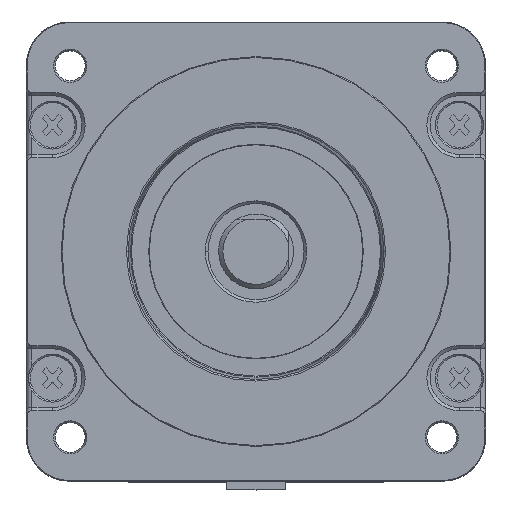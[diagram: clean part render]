
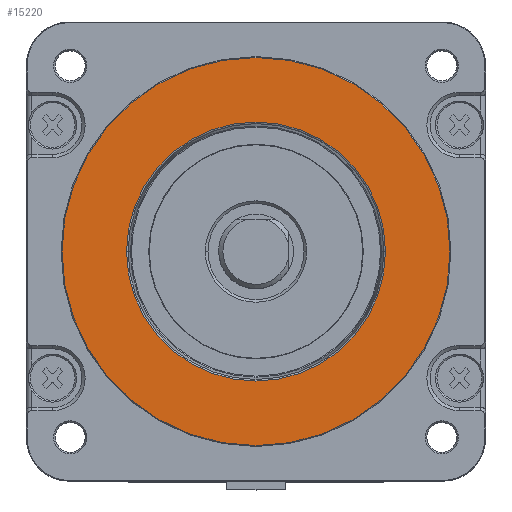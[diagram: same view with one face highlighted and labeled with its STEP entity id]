
A CAD part, top view. The second image highlights one B-rep face of the part: STEP entity #15220.
In plain terms, the highlighted planar face has unit normal (0, 0, 1).
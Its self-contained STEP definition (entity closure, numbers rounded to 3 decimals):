
#14160=CARTESIAN_POINT('',(-24.254,0.,
1.5));
#14170=VERTEX_POINT('',#14160);
#14200=CARTESIAN_POINT('',(0.,0.,1.5
));
#14210=DIRECTION('',(0.,0.,1.));
#14220=DIRECTION('',(1.,0.,-0.));
#14230=AXIS2_PLACEMENT_3D('',#14200,#14210,#14220);
#14240=CIRCLE('',#14230,24.254);
#14250=CARTESIAN_POINT('',(24.254,0.,
1.5));
#14260=VERTEX_POINT('',#14250);
#14270=EDGE_CURVE('',#14260,#14170,#14240,.T.);
#14970=CARTESIAN_POINT('',(-36.786,36.786,1.5));
#14980=DIRECTION('',(0.,0.,-1.));
#14990=DIRECTION('',(-1.,0.,-0.));
#15000=AXIS2_PLACEMENT_3D('',#14970,#14980,#14990);
#15010=PLANE('',#15000);
#15020=CARTESIAN_POINT('',(0.,0.,1.5
));
#15030=DIRECTION('',(0.,0.,-1.));
#15040=DIRECTION('',(-1.,0.,-0.));
#15050=AXIS2_PLACEMENT_3D('',#15020,#15030,#15040);
#15060=CIRCLE('',#15050,36.35);
#15070=CARTESIAN_POINT('',(36.35,0.,1.5));
#15080=VERTEX_POINT('',#15070);
#15090=CARTESIAN_POINT('',(-36.35,0.,1.5));
#15100=VERTEX_POINT('',#15090);
#15110=EDGE_CURVE('',#15080,#15100,#15060,.T.);
#15120=ORIENTED_EDGE('',*,*,#15110,.F.);
#15130=EDGE_CURVE('',#15100,#15080,#15060,.T.);
#15140=ORIENTED_EDGE('',*,*,#15130,.F.);
#15150=EDGE_LOOP('',(#15140,#15120));
#15160=FACE_OUTER_BOUND('',#15150,.T.);
#15170=ORIENTED_EDGE('',*,*,#14270,.F.);
#15180=EDGE_CURVE('',#14170,#14260,#14240,.T.);
#15190=ORIENTED_EDGE('',*,*,#15180,.F.);
#15200=EDGE_LOOP('',(#15190,#15170));
#15210=FACE_BOUND('',#15200,.T.);
#15220=ADVANCED_FACE('',(#15160,#15210),#15010,.F.);
